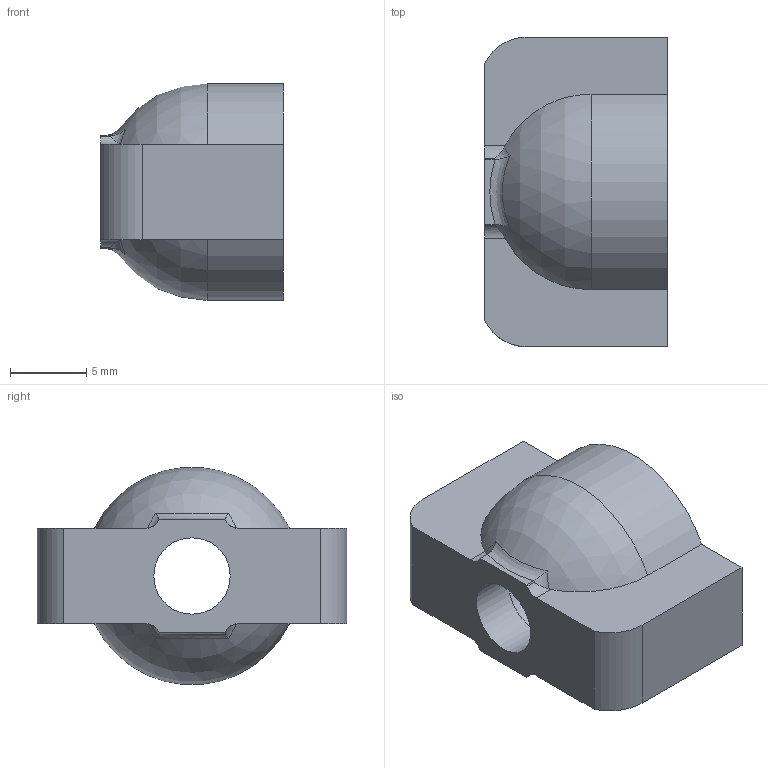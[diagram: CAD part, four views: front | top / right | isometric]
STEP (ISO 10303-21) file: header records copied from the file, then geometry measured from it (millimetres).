
FILE_DESCRIPTION(/* description */ (''),/* implementation_level */ '2;1');
FILE_NAME(/* name */ 'DogboneSpacers.step',/* time_stamp */ '2021-01-07T17:17:29+01:00',/* author */ (''),/* organization */ (''),/* preprocessor_version */ 'ST-DEVELOPER v18.1',/* originating_system */ 'Autodesk Translation Framework v9.7.1.1290',/* authorisation */ '');
FILE_SCHEMA (('AUTOMOTIVE_DESIGN { 1 0 10303 214 3 1 1 }'));
Length unit declared in the file: millimetre
Products named in the file (1): DogboneSpacers
Bounding box: 11.97 x 20.25 x 14.2 mm (x, y, z)
Volume: 1601 mm3; surface area: 1324.6 mm2
Topology: 1 solids, 1 shells, 42 faces, 113 edges, 74 vertices
Faces by surface type: plane 21, cylinder 11, torus 8, sphere 2
Full cylindrical faces by diameter (mm): 5 x1
Entity records: 1446 total; most frequent: CARTESIAN_POINT 350, ORIENTED_EDGE 226, DIRECTION 219, EDGE_CURVE 113, AXIS2_PLACEMENT_3D 79, VERTEX_POINT 74, LINE 61, VECTOR 61
